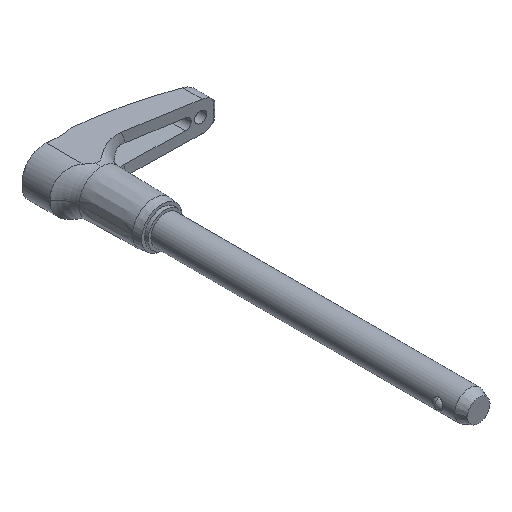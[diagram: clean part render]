
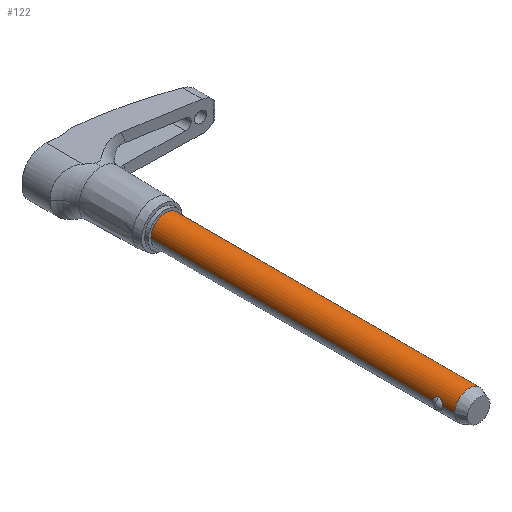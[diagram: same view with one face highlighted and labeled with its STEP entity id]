
A CAD part, isometric view. The second image highlights one B-rep face of the part: STEP entity #122.
In plain terms, the highlighted cylindrical face has radius 3.969 mm (diameter 7.938 mm), a partial arc.
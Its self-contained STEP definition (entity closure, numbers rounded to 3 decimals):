
#122=ADVANCED_FACE('',(#280),#281,.T.);
#280=FACE_OUTER_BOUND('',#472,.T.);
#281=CYLINDRICAL_SURFACE('',#473,3.969);
#472=EDGE_LOOP('',(#780,#781,#782,#783,#784,#785,#786,#787,#788,#789));
#473=AXIS2_PLACEMENT_3D('',#790,#791,#792);
#780=ORIENTED_EDGE('',*,*,#1257,.T.);
#781=ORIENTED_EDGE('',*,*,#1258,.T.);
#782=ORIENTED_EDGE('',*,*,#1259,.T.);
#783=ORIENTED_EDGE('',*,*,#1260,.T.);
#784=ORIENTED_EDGE('',*,*,#1261,.F.);
#785=ORIENTED_EDGE('',*,*,#1262,.T.);
#786=ORIENTED_EDGE('',*,*,#1263,.T.);
#787=ORIENTED_EDGE('',*,*,#1264,.T.);
#788=ORIENTED_EDGE('',*,*,#1265,.T.);
#789=ORIENTED_EDGE('',*,*,#1266,.T.);
#790=CARTESIAN_POINT('',(0.0,-42.291,0.0));
#791=DIRECTION('',(-0.0,1.0,0.0));
#792=DIRECTION('',(1.0,0.0,0.0));
#1257=EDGE_CURVE('',#1544,#1545,#1546,.T.);
#1258=EDGE_CURVE('',#1545,#1547,#1548,.T.);
#1259=EDGE_CURVE('',#1547,#1549,#1550,.T.);
#1260=EDGE_CURVE('',#1549,#1551,#1552,.T.);
#1261=EDGE_CURVE('',#1553,#1551,#1554,.T.);
#1262=EDGE_CURVE('',#1553,#1555,#1556,.T.);
#1263=EDGE_CURVE('',#1555,#1557,#1558,.T.);
#1264=EDGE_CURVE('',#1557,#1559,#1560,.T.);
#1265=EDGE_CURVE('',#1559,#1561,#1562,.T.);
#1266=EDGE_CURVE('',#1561,#1544,#1563,.T.);
#1544=VERTEX_POINT('',#2414);
#1545=VERTEX_POINT('',#2415);
#1546=LINE('',#2416,#2417);
#1547=VERTEX_POINT('',#2418);
#1548=B_SPLINE_CURVE_WITH_KNOTS('',3,(#2419,#2420,#2421,#2422,#2423,#2424,#2425,#2426,#2427,#2428,#2429,#2430,#2431,#2432),.UNSPECIFIED.,.F.,.F.,(4,2,2,2,2,2,4),(2.084,2.453,2.822,3.04,3.257,3.712,4.167),.UNSPECIFIED.);
#1549=VERTEX_POINT('',#2433);
#1550=B_SPLINE_CURVE_WITH_KNOTS('',3,(#2434,#2435,#2436,#2437,#2438,#2439,#2440,#2441,#2442,#2443,#2444,#2445,#2446,#2447),.UNSPECIFIED.,.F.,.F.,(4,2,2,2,2,2,4),(4.167,4.622,5.077,5.295,5.513,5.882,6.251),.UNSPECIFIED.);
#1551=VERTEX_POINT('',#2448);
#1552=LINE('',#2449,#2450);
#1553=VERTEX_POINT('',#2451);
#1554=CIRCLE('',#2452,3.969);
#1555=VERTEX_POINT('',#2453);
#1556=LINE('',#2454,#2455);
#1557=VERTEX_POINT('',#2456);
#1558=B_SPLINE_CURVE_WITH_KNOTS('',3,(#2457,#2458,#2459,#2460,#2461,#2462,#2463,#2464,#2465,#2466,#2467,#2468,#2469,#2470),.UNSPECIFIED.,.F.,.F.,(4,2,2,2,2,2,4),(6.251,6.62,6.989,7.207,7.425,7.88,8.335),.UNSPECIFIED.);
#1559=VERTEX_POINT('',#2471);
#1560=B_SPLINE_CURVE_WITH_KNOTS('',3,(#2472,#2473,#2474,#2475,#2476,#2477,#2478,#2479,#2480,#2481,#2482,#2483,#2484,#2485),.UNSPECIFIED.,.F.,.F.,(4,2,2,2,2,2,4),(0.0,0.455,0.91,1.128,1.345,1.715,2.084),.UNSPECIFIED.);
#1561=VERTEX_POINT('',#2486);
#1562=LINE('',#2487,#2488);
#1563=CIRCLE('',#2489,3.969);
#2414=CARTESIAN_POINT('',(3.969,-82.067,0.0));
#2415=CARTESIAN_POINT('',(3.969,-78.847,0.));
#2416=CARTESIAN_POINT('',(3.969,-42.291,0.));
#2417=VECTOR('',#3107,1.0);
#2418=CARTESIAN_POINT('',(3.7,-77.523,1.435));
#2419=CARTESIAN_POINT('',(3.969,-78.847,0.0));
#2420=CARTESIAN_POINT('',(3.969,-78.847,0.123));
#2421=CARTESIAN_POINT('',(3.963,-78.832,0.257));
#2422=CARTESIAN_POINT('',(3.937,-78.768,0.514));
#2423=CARTESIAN_POINT('',(3.919,-78.718,0.638));
#2424=CARTESIAN_POINT('',(3.886,-78.626,0.807));
#2425=CARTESIAN_POINT('',(3.872,-78.583,0.873));
#2426=CARTESIAN_POINT('',(3.842,-78.487,0.996));
#2427=CARTESIAN_POINT('',(3.827,-78.434,1.053));
#2428=CARTESIAN_POINT('',(3.784,-78.271,1.201));
#2429=CARTESIAN_POINT('',(3.754,-78.134,1.289));
#2430=CARTESIAN_POINT('',(3.712,-77.836,1.406));
#2431=CARTESIAN_POINT('',(3.7,-77.675,1.435));
#2432=CARTESIAN_POINT('',(3.7,-77.523,1.435));
#2433=CARTESIAN_POINT('',(3.969,-76.2,0.));
#2434=CARTESIAN_POINT('',(3.7,-77.523,1.435));
#2435=CARTESIAN_POINT('',(3.7,-77.372,1.435));
#2436=CARTESIAN_POINT('',(3.712,-77.21,1.406));
#2437=CARTESIAN_POINT('',(3.754,-76.912,1.289));
#2438=CARTESIAN_POINT('',(3.784,-76.776,1.201));
#2439=CARTESIAN_POINT('',(3.827,-76.613,1.053));
#2440=CARTESIAN_POINT('',(3.842,-76.56,0.996));
#2441=CARTESIAN_POINT('',(3.872,-76.464,0.873));
#2442=CARTESIAN_POINT('',(3.886,-76.421,0.807));
#2443=CARTESIAN_POINT('',(3.919,-76.328,0.638));
#2444=CARTESIAN_POINT('',(3.937,-76.279,0.514));
#2445=CARTESIAN_POINT('',(3.963,-76.215,0.257));
#2446=CARTESIAN_POINT('',(3.969,-76.2,0.123));
#2447=CARTESIAN_POINT('',(3.969,-76.2,0.));
#2448=CARTESIAN_POINT('',(3.969,0.0,0.0));
#2449=CARTESIAN_POINT('',(3.969,-42.291,0.));
#2450=VECTOR('',#3108,1.0);
#2451=CARTESIAN_POINT('',(-3.969,0.0,0.));
#2452=AXIS2_PLACEMENT_3D('',#3109,#3110,#3111);
#2453=CARTESIAN_POINT('',(-3.969,-76.2,0.));
#2454=CARTESIAN_POINT('',(-3.969,-42.291,0.));
#2455=VECTOR('',#3112,1.0);
#2456=CARTESIAN_POINT('',(-3.7,-77.523,1.435));
#2457=CARTESIAN_POINT('',(-3.969,-76.2,0.));
#2458=CARTESIAN_POINT('',(-3.969,-76.2,0.123));
#2459=CARTESIAN_POINT('',(-3.963,-76.215,0.257));
#2460=CARTESIAN_POINT('',(-3.937,-76.279,0.514));
#2461=CARTESIAN_POINT('',(-3.919,-76.328,0.638));
#2462=CARTESIAN_POINT('',(-3.886,-76.421,0.807));
#2463=CARTESIAN_POINT('',(-3.872,-76.464,0.873));
#2464=CARTESIAN_POINT('',(-3.842,-76.56,0.996));
#2465=CARTESIAN_POINT('',(-3.827,-76.613,1.053));
#2466=CARTESIAN_POINT('',(-3.784,-76.776,1.201));
#2467=CARTESIAN_POINT('',(-3.754,-76.912,1.289));
#2468=CARTESIAN_POINT('',(-3.712,-77.21,1.406));
#2469=CARTESIAN_POINT('',(-3.7,-77.372,1.435));
#2470=CARTESIAN_POINT('',(-3.7,-77.523,1.435));
#2471=CARTESIAN_POINT('',(-3.969,-78.847,0.));
#2472=CARTESIAN_POINT('',(-3.7,-77.523,1.435));
#2473=CARTESIAN_POINT('',(-3.7,-77.675,1.435));
#2474=CARTESIAN_POINT('',(-3.712,-77.836,1.406));
#2475=CARTESIAN_POINT('',(-3.754,-78.134,1.289));
#2476=CARTESIAN_POINT('',(-3.784,-78.271,1.201));
#2477=CARTESIAN_POINT('',(-3.827,-78.434,1.053));
#2478=CARTESIAN_POINT('',(-3.842,-78.487,0.996));
#2479=CARTESIAN_POINT('',(-3.872,-78.583,0.873));
#2480=CARTESIAN_POINT('',(-3.886,-78.626,0.807));
#2481=CARTESIAN_POINT('',(-3.919,-78.718,0.638));
#2482=CARTESIAN_POINT('',(-3.937,-78.768,0.514));
#2483=CARTESIAN_POINT('',(-3.963,-78.832,0.257));
#2484=CARTESIAN_POINT('',(-3.969,-78.847,0.123));
#2485=CARTESIAN_POINT('',(-3.969,-78.847,0.));
#2486=CARTESIAN_POINT('',(-3.969,-82.067,0.));
#2487=CARTESIAN_POINT('',(-3.969,-42.291,0.));
#2488=VECTOR('',#3113,1.0);
#2489=AXIS2_PLACEMENT_3D('',#3114,#3115,#3116);
#3107=DIRECTION('',(0.0,1.0,0.0));
#3108=DIRECTION('',(0.0,1.0,0.0));
#3109=CARTESIAN_POINT('',(0.0,0.0,0.0));
#3110=DIRECTION('',(-0.0,1.0,0.0));
#3111=DIRECTION('',(1.0,0.0,0.0));
#3112=DIRECTION('',(-0.0,-1.0,-0.0));
#3113=DIRECTION('',(-0.0,-1.0,-0.0));
#3114=CARTESIAN_POINT('',(0.0,-82.067,0.0));
#3115=DIRECTION('',(0.,1.0,0.0));
#3116=DIRECTION('',(1.0,0.,0.0));
